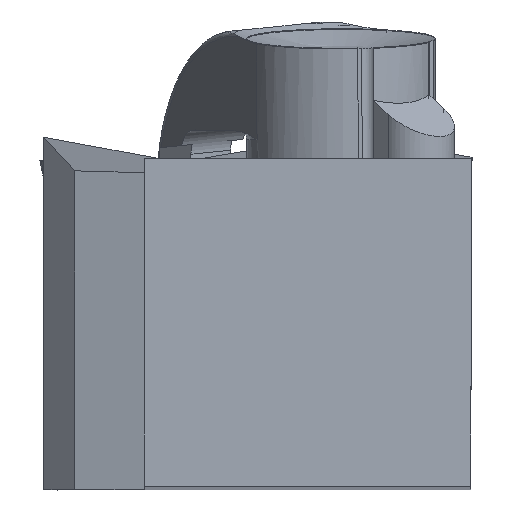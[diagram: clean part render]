
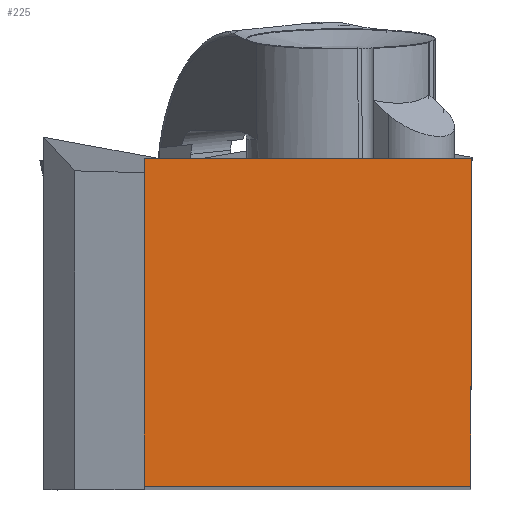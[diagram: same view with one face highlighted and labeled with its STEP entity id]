
A CAD part, top view. The second image highlights one B-rep face of the part: STEP entity #225.
In plain terms, the highlighted planar face has unit normal (0, 0, 1).
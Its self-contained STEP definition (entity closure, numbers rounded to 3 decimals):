
#186=PLANE('',#1406);
#225=ADVANCED_FACE('',(#314),#186,.F.);
#314=FACE_OUTER_BOUND('',#386,.T.);
#386=EDGE_LOOP('',(#741,#742,#743,#744));
#494=LINE('',#1873,#594);
#500=LINE('',#1885,#600);
#508=LINE('',#1901,#608);
#517=LINE('',#1919,#617);
#594=VECTOR('',#1527,1.);
#600=VECTOR('',#1535,1.);
#608=VECTOR('',#1547,1.);
#617=VECTOR('',#1566,1.);
#741=ORIENTED_EDGE('',*,*,#1213,.F.);
#742=ORIENTED_EDGE('',*,*,#1223,.T.);
#743=ORIENTED_EDGE('',*,*,#1199,.T.);
#744=ORIENTED_EDGE('',*,*,#1205,.F.);
#1077=VERTEX_POINT('',#1872);
#1078=VERTEX_POINT('',#1874);
#1082=VERTEX_POINT('',#1884);
#1088=VERTEX_POINT('',#1900);
#1199=EDGE_CURVE('',#1078,#1077,#494,.T.);
#1205=EDGE_CURVE('',#1082,#1077,#500,.T.);
#1213=EDGE_CURVE('',#1088,#1082,#508,.T.);
#1223=EDGE_CURVE('',#1088,#1078,#517,.T.);
#1406=AXIS2_PLACEMENT_3D('',#1921,#1569,#1570);
#1527=DIRECTION('',(0.004,1.,0.));
#1535=DIRECTION('',(1.,0.,0.));
#1547=DIRECTION('',(0.,1.,0.));
#1566=DIRECTION('',(1.,0.,0.));
#1569=DIRECTION('',(0.,0.,-1.));
#1570=DIRECTION('',(-1.,-0.002,0.));
#1872=CARTESIAN_POINT('',(0.,11.875,0.));
#1873=CARTESIAN_POINT('',(-0.498,-102.344,0.));
#1874=CARTESIAN_POINT('',(-0.052,0.,0.));
#1884=CARTESIAN_POINT('',(-11.875,11.875,0.));
#1885=CARTESIAN_POINT('',(-18.491,11.875,0.));
#1900=CARTESIAN_POINT('',(-11.875,0.,0.));
#1901=CARTESIAN_POINT('',(-11.875,-6.094,0.));
#1919=CARTESIAN_POINT('',(-18.491,0.,0.));
#1921=CARTESIAN_POINT('',(0.,0.,
0.));
